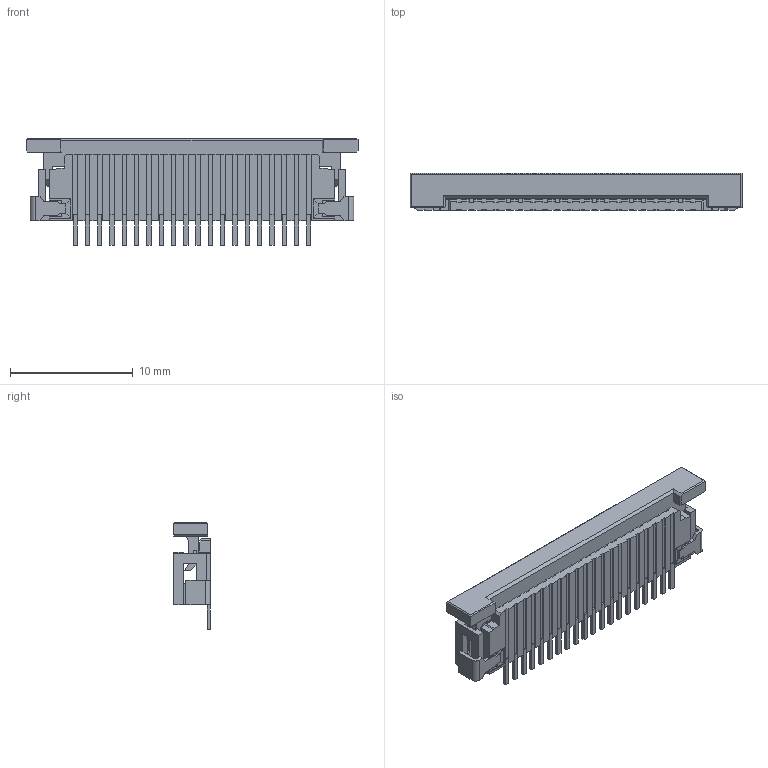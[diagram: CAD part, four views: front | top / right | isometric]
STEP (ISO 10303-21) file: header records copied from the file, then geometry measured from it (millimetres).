
FILE_DESCRIPTION((''),'2;1');
FILE_NAME('522712079','2014-05-29T',('me'),(''),'PRO/ENGINEER BY PARAMETRIC TECHNOLOGY CORPORATION, 2011490','PRO/ENGINEER BY PARAMETRIC TECHNOLOGY CORPORATION, 2011490','');
FILE_SCHEMA(('CONFIG_CONTROL_DESIGN'));
Length unit declared in the file: millimetre
Products named in the file (1): 522712079
Bounding box: 27 x 3 x 8.7 mm (x, y, z)
Volume: 307.4 mm3; surface area: 1227.6 mm2
Topology: 1 solids, 1 shells, 677 faces, 2314 edges, 1550 vertices
Faces by surface type: plane 669, cylinder 8
Entity records: 24629 total; most frequent: CARTESIAN_POINT 4454, ORIENTED_EDGE 4452, DIRECTION 3686, VECTOR 2298, LINE 2298, EDGE_CURVE 2226, VERTEX_POINT 1462, EDGE_LOOP 720
